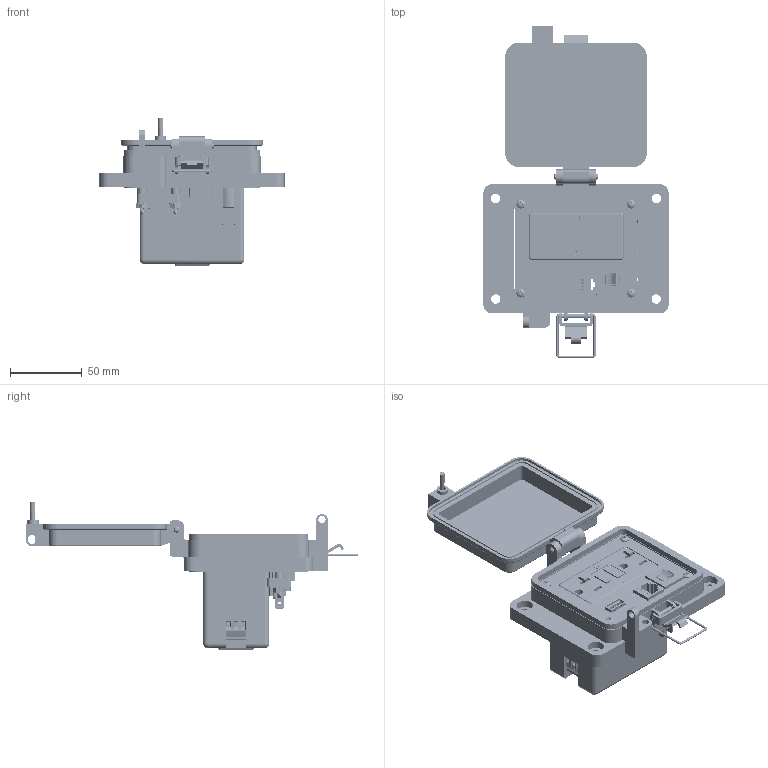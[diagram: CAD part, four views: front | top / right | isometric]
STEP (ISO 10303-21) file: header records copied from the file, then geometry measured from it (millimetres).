
FILE_DESCRIPTION (( 'STEP AP203' ), '1' );
FILE_NAME ('P-P22R2-K2RF3_3D.STEP', '2019-05-17T18:37:19', ( '' ), ( '' ), 'SwSTEP 2.0', 'SolidWorks 2018', '' );
FILE_SCHEMA (( 'CONFIG_CONTROL_DESIGN' ));
Length unit declared in the file: millimetre
Products named in the file (20): CBX; P-P22R2-K2RF3_TP240_1; Z-200-OTLT-RIOF_RF; 632FH_1-1_2-IN; Z-200-OTLT-GFIH-1_sheared; Z-001-SPR_3_4; RF; Z-002-632516HN_90675A007; Z-H-K2_B; P-P22R2-K2RF3_FP060_1; P-P22R2-K2RF3_BP180_1; -K2; Z-300-RJ45CAT5; P-P22R2-K2RF3_TP060_1; 92005A124_METRIC PAN HEAD PHILLIPS MACHINE SCREW_92005A124; R2; Z-300-USB-A-FF; P-P22R2-K2RF3_3D; Z-CB-SM; P22
Assembly tree (25 placements, depth 3):
  P-P22R2-K2RF3_3D
    P-P22R2-K2RF3_BP180_1
    P-P22R2-K2RF3_TP060_1
    P22
      Z-300-USB-A-FF
    P-P22R2-K2RF3_TP240_1
    632FH_1-1_2-IN  x2
    Z-001-SPR_3_4  x2
    Z-002-632516HN_90675A007  x2
    P-P22R2-K2RF3_FP060_1
    R2
      Z-300-RJ45CAT5
    CBX
      Z-CB-SM
    RF
      Z-200-OTLT-RIOF_RF
      Z-200-OTLT-GFIH-1_sheared
    -K2
      Z-H-K2_B
    92005A124_METRIC PAN HEAD PHILLIPS MACHINE SCREW_92005A124  x4
Bounding box: 129 x 231.28 x 102.7 mm (x, y, z)
Volume: 298492.2 mm3; surface area: 186662.7 mm2
Topology: 44 solids, 44 shells, 4095 faces, 11419 edges, 7522 vertices
Faces by surface type: plane 1991, cylinder 1606, bspline 265, cone 139, torus 50, sphere 44
Entity records: 118975 total; most frequent: CARTESIAN_POINT 36093, ORIENTED_EDGE 17882, DIRECTION 15242, EDGE_CURVE 8941, VECTOR 6016, LINE 6016, VERTEX_POINT 5893, AXIS2_PLACEMENT_3D 4613
